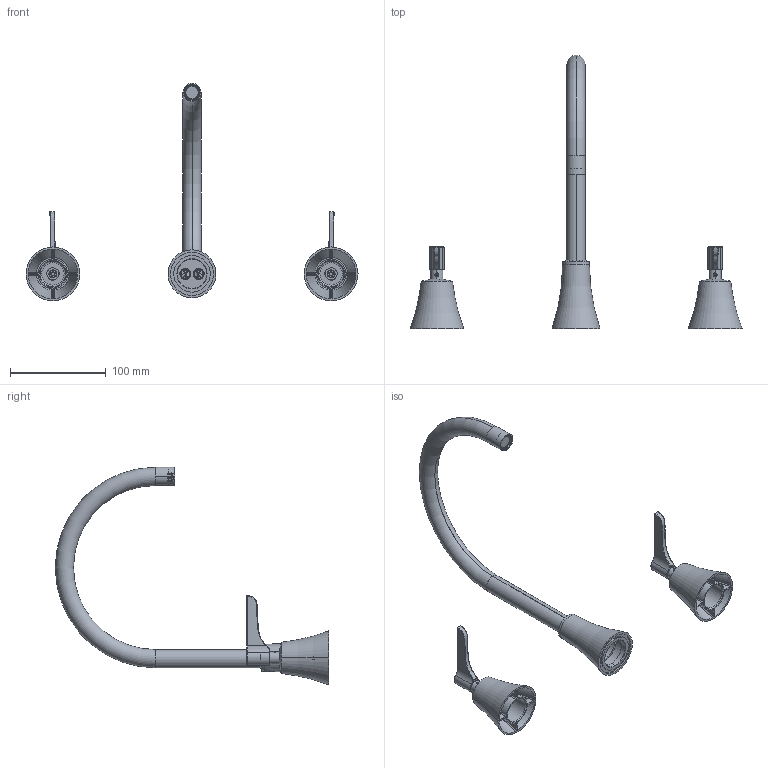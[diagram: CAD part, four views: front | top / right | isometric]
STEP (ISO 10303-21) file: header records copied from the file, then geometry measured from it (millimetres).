
FILE_DESCRIPTION (( 'STEP AP203' ), '1' );
FILE_NAME ('91AP06101.STEP', '2021-11-17T09:38:35', ( '' ), ( '' ), 'SwSTEP 2.0', 'SolidWorks 2021', '' );
FILE_SCHEMA (( 'CONFIG_CONTROL_DESIGN' ));
Length unit declared in the file: millimetre
Products named in the file (1): 91AP06101
Bounding box: 346 x 284.98 x 226.63 mm (x, y, z)
Volume: 128201.2 mm3; surface area: 123776.2 mm2
Topology: 12 solids, 12 shells, 601 faces, 1530 edges, 948 vertices
Faces by surface type: plane 224, cylinder 174, cone 62, torus 58, bspline 45, sphere 38
Entity records: 21596 total; most frequent: CARTESIAN_POINT 7597, ORIENTED_EDGE 2956, DIRECTION 2924, EDGE_CURVE 1478, AXIS2_PLACEMENT_3D 1181, VERTEX_POINT 928, EDGE_LOOP 648, CIRCLE 624
